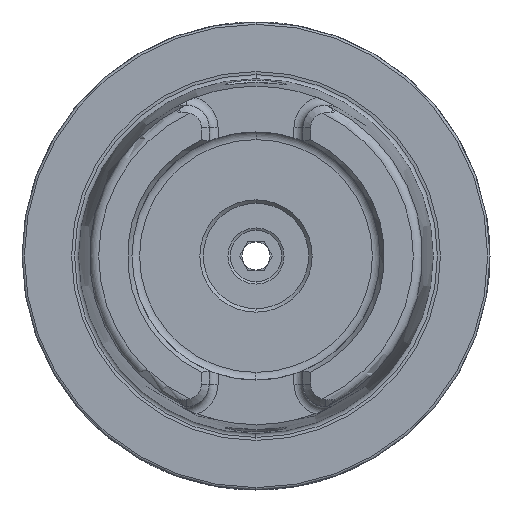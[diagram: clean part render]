
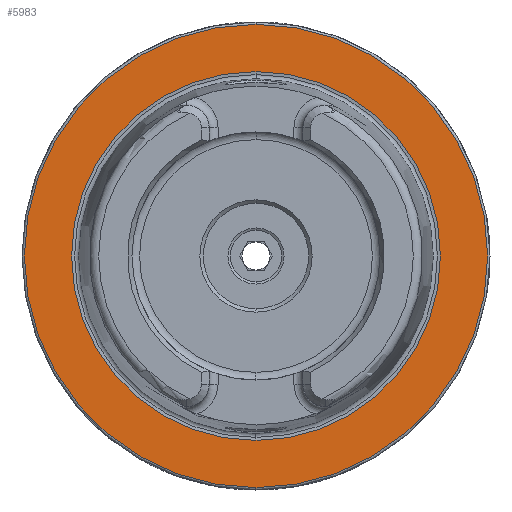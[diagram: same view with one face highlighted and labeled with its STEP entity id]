
A CAD part, left-side view. The second image highlights one B-rep face of the part: STEP entity #5983.
In plain terms, the highlighted planar face has unit normal (-1, 0, 0).
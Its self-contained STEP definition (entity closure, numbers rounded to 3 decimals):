
#692 = VERTEX_POINT ( 'NONE', #10294 ) ;
#693 = VERTEX_POINT ( 'NONE', #10293 ) ;
#695 = VERTEX_POINT ( 'NONE', #10291 ) ;
#700 = VERTEX_POINT ( 'NONE', #10286 ) ;
#1399 = EDGE_CURVE ( 'NONE', #700, #695, #3905, .T. ) ;
#1403 = EDGE_CURVE ( 'NONE', #693, #692, #3912, .T. ) ;
#1653 = EDGE_CURVE ( 'NONE', #692, #693, #4131, .T. ) ;
#1654 = EDGE_CURVE ( 'NONE', #695, #700, #4139, .T. ) ;
#1855 = AXIS2_PLACEMENT_3D ( 'NONE', #6262, #6263, #6264 ) ;
#1858 = AXIS2_PLACEMENT_3D ( 'NONE', #6271, #6272, #6273 ) ;
#1943 = AXIS2_PLACEMENT_3D ( 'NONE', #7787, #7788, #7789 ) ;
#1944 = AXIS2_PLACEMENT_3D ( 'NONE', #7790, #7791, #7792 ) ;
#2174 = AXIS2_PLACEMENT_3D ( 'NONE', #8961, #8966, #8967 ) ;
#2677 = ORIENTED_EDGE ( 'NONE', *, *, #1654, .F. ) ;
#2678 = ORIENTED_EDGE ( 'NONE', *, *, #1399, .F. ) ;
#2679 = ORIENTED_EDGE ( 'NONE', *, *, #1403, .T. ) ;
#2680 = ORIENTED_EDGE ( 'NONE', *, *, #1653, .T. ) ;
#3335 = EDGE_LOOP ( 'NONE', ( #2677, #2678 ) ) ;
#3336 = EDGE_LOOP ( 'NONE', ( #2679, #2680 ) ) ;
#3905 = CIRCLE ( 'NONE', #1855, 39.405 ) ;
#3912 = CIRCLE ( 'NONE', #1858, 49.5 ) ;
#4131 = CIRCLE ( 'NONE', #1943, 49.5 ) ;
#4139 = CIRCLE ( 'NONE', #1944, 39.405 ) ;
#4549 = FACE_OUTER_BOUND ( 'NONE', #3336, .T. ) ;
#4550 = FACE_BOUND ( 'NONE', #3335, .T. ) ;
#5983 = ADVANCED_FACE ( 'NONE', ( #4550, #4549 ), #8964, .F. ) ;
#6262 = CARTESIAN_POINT ( 'NONE',  ( 0., 0., 0. ) ) ;
#6263 = DIRECTION ( 'NONE',  ( -1., 0., 0. ) ) ;
#6264 = DIRECTION ( 'NONE',  ( 0., 0., 1. ) ) ;
#6271 = CARTESIAN_POINT ( 'NONE',  ( 0., 0., 0. ) ) ;
#6272 = DIRECTION ( 'NONE',  ( -1., 0., 0. ) ) ;
#6273 = DIRECTION ( 'NONE',  ( 0., 0., 1. ) ) ;
#7787 = CARTESIAN_POINT ( 'NONE',  ( 0., 0., 0. ) ) ;
#7788 = DIRECTION ( 'NONE',  ( -1., 0., 0. ) ) ;
#7789 = DIRECTION ( 'NONE',  ( 0., 0., 1. ) ) ;
#7790 = CARTESIAN_POINT ( 'NONE',  ( 0., 0., 0. ) ) ;
#7791 = DIRECTION ( 'NONE',  ( -1., 0., 0. ) ) ;
#7792 = DIRECTION ( 'NONE',  ( 0., 0., 1. ) ) ;
#8961 = CARTESIAN_POINT ( 'NONE',  ( 0., 49.5, 0. ) ) ;
#8964 = PLANE ( 'NONE',  #2174 ) ;
#8966 = DIRECTION ( 'NONE',  ( 1., 0., 0. ) ) ;
#8967 = DIRECTION ( 'NONE',  ( 0., 0., -1. ) ) ;
#10286 = CARTESIAN_POINT ( 'NONE',  ( 0., 0., -39.405 ) ) ;
#10291 = CARTESIAN_POINT ( 'NONE',  ( 0., 0., 39.405 ) ) ;
#10293 = CARTESIAN_POINT ( 'NONE',  ( 0., 0., 49.5 ) ) ;
#10294 = CARTESIAN_POINT ( 'NONE',  ( 0., 0., -49.5 ) ) ;
